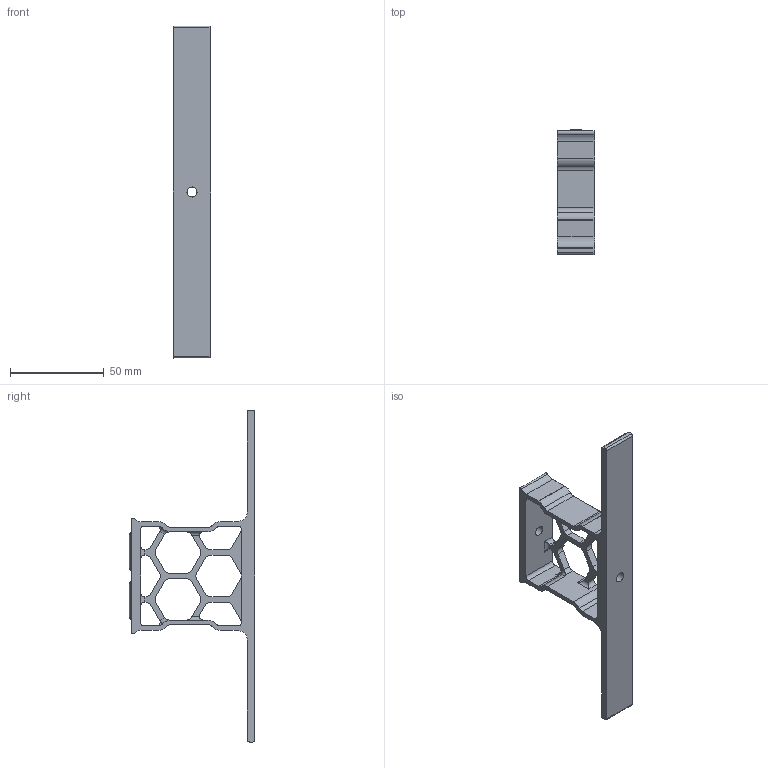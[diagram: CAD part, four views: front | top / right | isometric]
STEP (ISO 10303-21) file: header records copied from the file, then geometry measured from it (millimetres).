
FILE_DESCRIPTION(/* description */ (''),/* implementation_level */ '2;1');
FILE_NAME(/* name */ 'Flat_Skirts_Mid.step',/* time_stamp */ '2024-02-29T13:33:29-06:00',/* author */ (''),/* organization */ (''),/* preprocessor_version */ 'ST-DEVELOPER v20',/* originating_system */ 'Autodesk Translation Framework v12.20.1.177',/* authorisation */ '');
FILE_SCHEMA (('AUTOMOTIVE_DESIGN { 1 0 10303 214 3 1 1 }'));
Length unit declared in the file: millimetre
Products named in the file (1): Middle Fan Support
Bounding box: 20 x 66.83 x 177 mm (x, y, z)
Volume: 31462.6 mm3; surface area: 19278.4 mm2
Topology: 1 solids, 1 shells, 181 faces, 512 edges, 328 vertices
Faces by surface type: plane 83, cylinder 76, cone 18, bspline 2, torus 2
Full cylindrical faces by diameter (mm): 5.4 x2
Entity records: 6000 total; most frequent: CARTESIAN_POINT 1106, DIRECTION 1040, ORIENTED_EDGE 1024, EDGE_CURVE 512, AXIS2_PLACEMENT_3D 358, VERTEX_POINT 328, LINE 324, VECTOR 324
